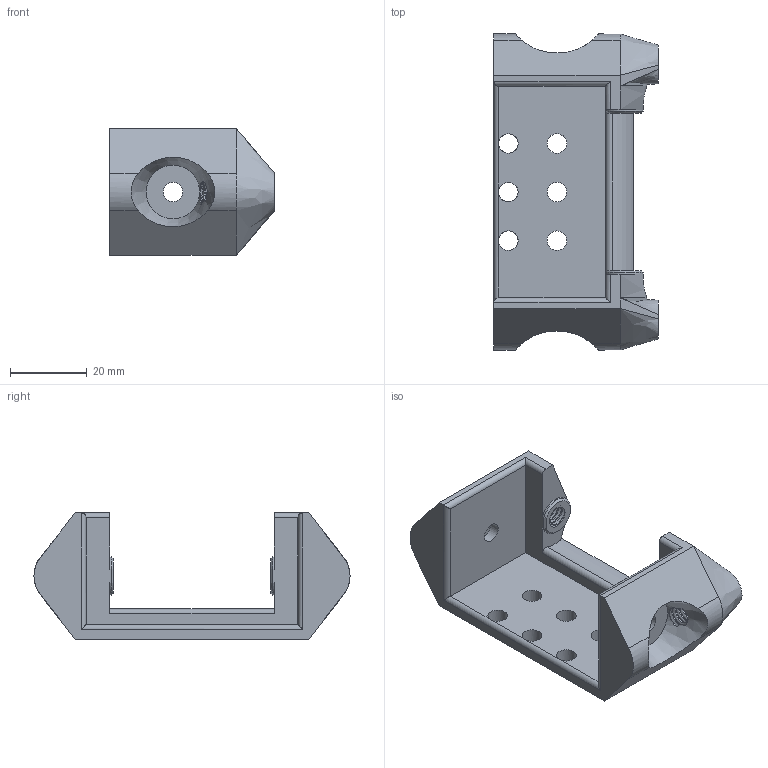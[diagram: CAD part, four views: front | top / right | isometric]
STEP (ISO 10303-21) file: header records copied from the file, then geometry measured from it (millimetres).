
FILE_DESCRIPTION(/* description */ (''),/* implementation_level */ '2;1');
FILE_NAME(/* name */ 'Corner Bearing Mount.step',/* time_stamp */ '2023-09-19T19:23:42-04:00',/* author */ (''),/* organization */ (''),/* preprocessor_version */ 'ST-DEVELOPER v20',/* originating_system */ 'Autodesk Translation Framework v12.9.0.99',/* authorisation */ '');
FILE_SCHEMA (('AUTOMOTIVE_DESIGN { 1 0 10303 214 3 1 1 }'));
Length unit declared in the file: inch
Products named in the file (1): Corner Bearing Mount
Bounding box: 42.98 x 82.55 x 33.02 mm (x, y, z)
Volume: 28049.9 mm3; surface area: 14212.4 mm2
Topology: 1 solids, 1 shells, 179 faces, 516 edges, 338 vertices
Faces by surface type: cylinder 122, plane 30, bspline 23, cone 4
Full cylindrical faces by diameter (mm): 5.105 x8, 5.118 x13, 6.35 x20
Entity records: 11632 total; most frequent: CARTESIAN_POINT 7431, ORIENTED_EDGE 1032, DIRECTION 615, EDGE_CURVE 516, VERTEX_POINT 338, B_SPLINE_CURVE_WITH_KNOTS 278, AXIS2_PLACEMENT_3D 222, EDGE_LOOP 198
